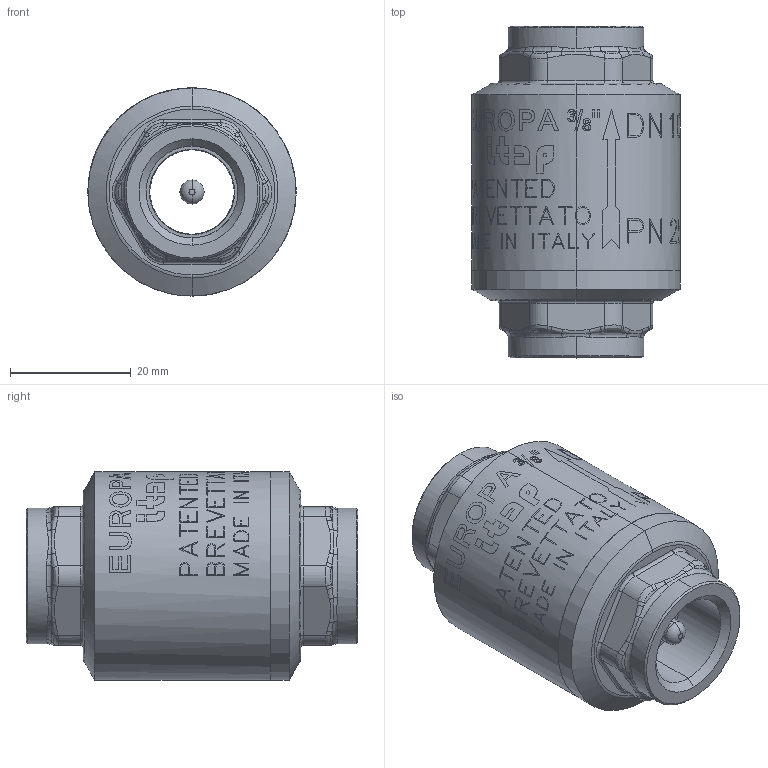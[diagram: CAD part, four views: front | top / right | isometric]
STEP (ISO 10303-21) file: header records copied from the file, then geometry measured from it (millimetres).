
FILE_DESCRIPTION (( 'STEP AP214' ), '1' );
FILE_NAME ('IT-EUROPA10003.STEP', '2018-09-21T09:06:19', ( '' ), ( '' ), 'SwSTEP 2.0', 'SolidWorks 2018', '' );
FILE_SCHEMA (( 'AUTOMOTIVE_DESIGN' ));
Length unit declared in the file: millimetre
Products named in the file (1): IT-EUROPA10003
Bounding box: 34.5 x 54.98 x 34.5 mm (x, y, z)
Surface area: 8435.9 mm2 (no closed solid volume)
Topology: 0 solids, 2 shells, 280 faces, 1457 edges, 1258 vertices
Faces by surface type: cylinder 118, bspline 84, torus 30, cone 28, plane 20
Entity records: 21859 total; most frequent: CARTESIAN_POINT 13052, ORIENTED_EDGE 2888, EDGE_CURVE 1457, B_SPLINE_CURVE_WITH_KNOTS 1380, VERTEX_POINT 1258, DIRECTION 394, EDGE_LOOP 359, ADVANCED_FACE 280
